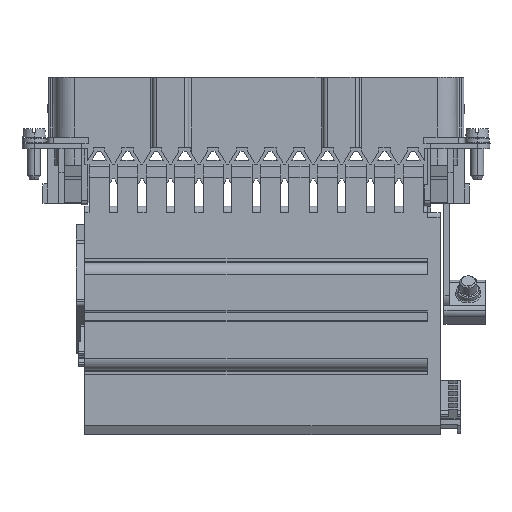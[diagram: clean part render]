
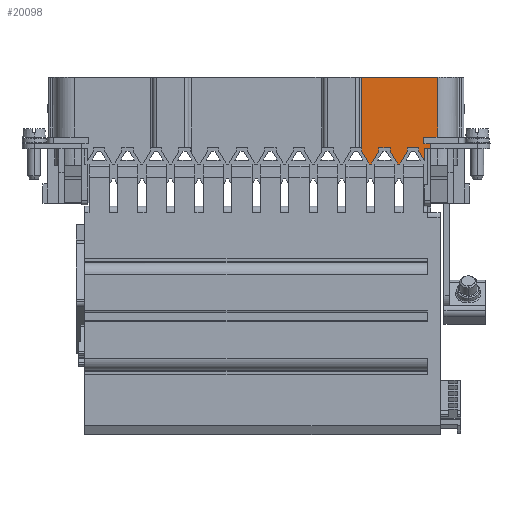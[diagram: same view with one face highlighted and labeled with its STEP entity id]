
A CAD part, left-side view. The second image highlights one B-rep face of the part: STEP entity #20098.
In plain terms, the highlighted planar face has unit normal (-1, 0, 0).
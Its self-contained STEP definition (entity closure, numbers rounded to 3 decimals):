
#19918=AXIS2_PLACEMENT_3D('Plane Axis2P3D',#19915,#19916,#19917) ;
#19978=AXIS2_PLACEMENT_3D('Circle Axis2P3D',#19976,#19977,$) ;
#20020=AXIS2_PLACEMENT_3D('Circle Axis2P3D',#20018,#20019,$) ;
#18197=CARTESIAN_POINT('Vertex',(4.5,12.275,69.8)) ;
#18200=CARTESIAN_POINT('Line Origine',(4.5,13.913,69.8)) ;
#18204=CARTESIAN_POINT('Vertex',(4.5,15.55,69.8)) ;
#19900=CARTESIAN_POINT('Vertex',(4.5,12.275,83.8)) ;
#19903=CARTESIAN_POINT('Line Origine',(4.5,12.275,63.2)) ;
#19915=CARTESIAN_POINT('Axis2P3D Location',(4.5,15.55,69.8)) ;
#19920=CARTESIAN_POINT('Line Origine',(4.5,13.91,67.7)) ;
#19924=CARTESIAN_POINT('Vertex',(4.5,13.91,67.1)) ;
#19926=CARTESIAN_POINT('Vertex',(4.5,13.91,68.3)) ;
#19929=CARTESIAN_POINT('Line Origine',(4.5,14.73,68.3)) ;
#19933=CARTESIAN_POINT('Vertex',(4.5,15.55,68.3)) ;
#19936=CARTESIAN_POINT('Line Origine',(4.5,15.55,69.05)) ;
#19941=CARTESIAN_POINT('Line Origine',(4.5,21.213,83.8)) ;
#19945=CARTESIAN_POINT('Vertex',(4.5,30.15,83.8)) ;
#19948=CARTESIAN_POINT('Line Origine',(4.5,30.15,75.55)) ;
#19952=CARTESIAN_POINT('Vertex',(4.5,30.15,67.3)) ;
#19955=CARTESIAN_POINT('Line Origine',(4.5,30.125,67.3)) ;
#19959=CARTESIAN_POINT('Vertex',(4.5,30.1,67.3)) ;
#19962=CARTESIAN_POINT('Line Origine',(4.5,30.1,66.9)) ;
#19966=CARTESIAN_POINT('Vertex',(4.5,30.1,66.5)) ;
#19969=CARTESIAN_POINT('Line Origine',(4.5,29.23,64.993)) ;
#19973=CARTESIAN_POINT('Vertex',(4.5,28.36,63.486)) ;
#19976=CARTESIAN_POINT('Axis2P3D Location',(4.5,28.1,63.636)) ;
#19980=CARTESIAN_POINT('Vertex',(4.5,27.84,63.486)) ;
#19983=CARTESIAN_POINT('Line Origine',(4.5,26.97,64.993)) ;
#19987=CARTESIAN_POINT('Vertex',(4.5,26.1,66.5)) ;
#19990=CARTESIAN_POINT('Line Origine',(4.5,26.1,66.9)) ;
#19994=CARTESIAN_POINT('Vertex',(4.5,26.1,67.3)) ;
#19997=CARTESIAN_POINT('Line Origine',(4.5,24.75,67.3)) ;
#20001=CARTESIAN_POINT('Vertex',(4.5,23.4,67.3)) ;
#20004=CARTESIAN_POINT('Line Origine',(4.5,23.4,66.9)) ;
#20008=CARTESIAN_POINT('Vertex',(4.5,23.4,66.5)) ;
#20011=CARTESIAN_POINT('Line Origine',(4.5,22.53,64.993)) ;
#20015=CARTESIAN_POINT('Vertex',(4.5,21.66,63.486)) ;
#20018=CARTESIAN_POINT('Axis2P3D Location',(4.5,21.4,63.636)) ;
#20022=CARTESIAN_POINT('Vertex',(4.5,21.14,63.486)) ;
#20025=CARTESIAN_POINT('Line Origine',(4.5,20.27,64.993)) ;
#20029=CARTESIAN_POINT('Vertex',(4.5,19.4,66.5)) ;
#20032=CARTESIAN_POINT('Line Origine',(4.5,19.4,66.9)) ;
#20036=CARTESIAN_POINT('Vertex',(4.5,19.4,67.3)) ;
#20039=CARTESIAN_POINT('Line Origine',(4.5,18.05,67.3)) ;
#20043=CARTESIAN_POINT('Vertex',(4.5,16.7,67.3)) ;
#20046=CARTESIAN_POINT('Line Origine',(4.5,16.7,66.9)) ;
#20050=CARTESIAN_POINT('Vertex',(4.5,16.7,66.5)) ;
#20053=CARTESIAN_POINT('Line Origine',(4.5,16.05,65.374)) ;
#20057=CARTESIAN_POINT('Vertex',(4.5,15.4,64.248)) ;
#20060=CARTESIAN_POINT('Line Origine',(4.5,15.4,65.674)) ;
#20064=CARTESIAN_POINT('Vertex',(4.5,15.4,67.1)) ;
#20067=CARTESIAN_POINT('Line Origine',(4.5,14.655,67.1)) ;
#18201=DIRECTION('Vector Direction',(0.,-1.,0.)) ;
#19904=DIRECTION('Vector Direction',(0.,0.,-1.)) ;
#19916=DIRECTION('Axis2P3D Direction',(-1.,0.,0.)) ;
#19917=DIRECTION('Axis2P3D XDirection',(0.,1.,0.)) ;
#19921=DIRECTION('Vector Direction',(0.,0.,1.)) ;
#19930=DIRECTION('Vector Direction',(0.,1.,0.)) ;
#19937=DIRECTION('Vector Direction',(0.,0.,1.)) ;
#19942=DIRECTION('Vector Direction',(0.,1.,0.)) ;
#19949=DIRECTION('Vector Direction',(0.,0.,-1.)) ;
#19956=DIRECTION('Vector Direction',(0.,1.,0.)) ;
#19963=DIRECTION('Vector Direction',(0.,0.,1.)) ;
#19970=DIRECTION('Vector Direction',(0.,0.5,0.866)) ;
#19977=DIRECTION('Axis2P3D Direction',(-1.,0.,0.)) ;
#19984=DIRECTION('Vector Direction',(0.,0.5,-0.866)) ;
#19991=DIRECTION('Vector Direction',(0.,0.,-1.)) ;
#19998=DIRECTION('Vector Direction',(0.,1.,0.)) ;
#20005=DIRECTION('Vector Direction',(0.,0.,1.)) ;
#20012=DIRECTION('Vector Direction',(0.,0.5,0.866)) ;
#20019=DIRECTION('Axis2P3D Direction',(-1.,0.,0.)) ;
#20026=DIRECTION('Vector Direction',(0.,0.5,-0.866)) ;
#20033=DIRECTION('Vector Direction',(0.,0.,-1.)) ;
#20040=DIRECTION('Vector Direction',(0.,1.,0.)) ;
#20047=DIRECTION('Vector Direction',(0.,0.,1.)) ;
#20054=DIRECTION('Vector Direction',(0.,0.5,0.866)) ;
#20061=DIRECTION('Vector Direction',(0.,0.,-1.)) ;
#20068=DIRECTION('Vector Direction',(0.,1.,0.)) ;
#18202=VECTOR('Line Direction',#18201,1.) ;
#19905=VECTOR('Line Direction',#19904,1.) ;
#19922=VECTOR('Line Direction',#19921,1.) ;
#19931=VECTOR('Line Direction',#19930,1.) ;
#19938=VECTOR('Line Direction',#19937,1.) ;
#19943=VECTOR('Line Direction',#19942,1.) ;
#19950=VECTOR('Line Direction',#19949,1.) ;
#19957=VECTOR('Line Direction',#19956,1.) ;
#19964=VECTOR('Line Direction',#19963,1.) ;
#19971=VECTOR('Line Direction',#19970,1.) ;
#19985=VECTOR('Line Direction',#19984,1.) ;
#19992=VECTOR('Line Direction',#19991,1.) ;
#19999=VECTOR('Line Direction',#19998,1.) ;
#20006=VECTOR('Line Direction',#20005,1.) ;
#20013=VECTOR('Line Direction',#20012,1.) ;
#20027=VECTOR('Line Direction',#20026,1.) ;
#20034=VECTOR('Line Direction',#20033,1.) ;
#20041=VECTOR('Line Direction',#20040,1.) ;
#20048=VECTOR('Line Direction',#20047,1.) ;
#20055=VECTOR('Line Direction',#20054,1.) ;
#20062=VECTOR('Line Direction',#20061,1.) ;
#20069=VECTOR('Line Direction',#20068,1.) ;
#20073=ORIENTED_EDGE('',*,*,#19928,.T.) ;
#20074=ORIENTED_EDGE('',*,*,#19935,.T.) ;
#20075=ORIENTED_EDGE('',*,*,#19940,.T.) ;
#20076=ORIENTED_EDGE('',*,*,#18206,.T.) ;
#20077=ORIENTED_EDGE('',*,*,#19907,.T.) ;
#20078=ORIENTED_EDGE('',*,*,#19947,.T.) ;
#20079=ORIENTED_EDGE('',*,*,#19954,.T.) ;
#20080=ORIENTED_EDGE('',*,*,#19961,.F.) ;
#20081=ORIENTED_EDGE('',*,*,#19968,.F.) ;
#20082=ORIENTED_EDGE('',*,*,#19975,.F.) ;
#20083=ORIENTED_EDGE('',*,*,#19982,.T.) ;
#20084=ORIENTED_EDGE('',*,*,#19989,.F.) ;
#20085=ORIENTED_EDGE('',*,*,#19996,.F.) ;
#20086=ORIENTED_EDGE('',*,*,#20003,.F.) ;
#20087=ORIENTED_EDGE('',*,*,#20010,.F.) ;
#20088=ORIENTED_EDGE('',*,*,#20017,.F.) ;
#20089=ORIENTED_EDGE('',*,*,#20024,.T.) ;
#20090=ORIENTED_EDGE('',*,*,#20031,.F.) ;
#20091=ORIENTED_EDGE('',*,*,#20038,.F.) ;
#20092=ORIENTED_EDGE('',*,*,#20045,.F.) ;
#20093=ORIENTED_EDGE('',*,*,#20052,.F.) ;
#20094=ORIENTED_EDGE('',*,*,#20059,.F.) ;
#20095=ORIENTED_EDGE('',*,*,#20066,.F.) ;
#20096=ORIENTED_EDGE('',*,*,#20071,.F.) ;
#20098=ADVANCED_FACE('Standard_1\\1848770000',(#20097),#19919,.T.) ;
#19979=CIRCLE('generated circle',#19978,0.3) ;
#20021=CIRCLE('generated circle',#20020,0.3) ;
#18206=EDGE_CURVE('',#18205,#18198,#18203,.T.) ;
#19907=EDGE_CURVE('',#18198,#19901,#19906,.F.) ;
#19928=EDGE_CURVE('',#19925,#19927,#19923,.T.) ;
#19935=EDGE_CURVE('',#19927,#19934,#19932,.T.) ;
#19940=EDGE_CURVE('',#19934,#18205,#19939,.T.) ;
#19947=EDGE_CURVE('',#19901,#19946,#19944,.T.) ;
#19954=EDGE_CURVE('',#19946,#19953,#19951,.T.) ;
#19961=EDGE_CURVE('',#19960,#19953,#19958,.T.) ;
#19968=EDGE_CURVE('',#19967,#19960,#19965,.T.) ;
#19975=EDGE_CURVE('',#19974,#19967,#19972,.T.) ;
#19982=EDGE_CURVE('',#19974,#19981,#19979,.T.) ;
#19989=EDGE_CURVE('',#19988,#19981,#19986,.T.) ;
#19996=EDGE_CURVE('',#19995,#19988,#19993,.T.) ;
#20003=EDGE_CURVE('',#20002,#19995,#20000,.T.) ;
#20010=EDGE_CURVE('',#20009,#20002,#20007,.T.) ;
#20017=EDGE_CURVE('',#20016,#20009,#20014,.T.) ;
#20024=EDGE_CURVE('',#20016,#20023,#20021,.T.) ;
#20031=EDGE_CURVE('',#20030,#20023,#20028,.T.) ;
#20038=EDGE_CURVE('',#20037,#20030,#20035,.T.) ;
#20045=EDGE_CURVE('',#20044,#20037,#20042,.T.) ;
#20052=EDGE_CURVE('',#20051,#20044,#20049,.T.) ;
#20059=EDGE_CURVE('',#20058,#20051,#20056,.T.) ;
#20066=EDGE_CURVE('',#20065,#20058,#20063,.T.) ;
#20071=EDGE_CURVE('',#19925,#20065,#20070,.T.) ;
#20072=EDGE_LOOP('',(#20073,#20074,#20075,#20076,#20077,#20078,#20079,#20080,#20081,#20082,#20083,#20084,#20085,#20086,#20087,#20088,#20089,#20090,#20091,#20092,#20093,#20094,#20095,#20096)) ;
#20097=FACE_OUTER_BOUND('',#20072,.T.) ;
#18203=LINE('Line',#18200,#18202) ;
#19906=LINE('Line',#19903,#19905) ;
#19923=LINE('Line',#19920,#19922) ;
#19932=LINE('Line',#19929,#19931) ;
#19939=LINE('Line',#19936,#19938) ;
#19944=LINE('Line',#19941,#19943) ;
#19951=LINE('Line',#19948,#19950) ;
#19958=LINE('Line',#19955,#19957) ;
#19965=LINE('Line',#19962,#19964) ;
#19972=LINE('Line',#19969,#19971) ;
#19986=LINE('Line',#19983,#19985) ;
#19993=LINE('Line',#19990,#19992) ;
#20000=LINE('Line',#19997,#19999) ;
#20007=LINE('Line',#20004,#20006) ;
#20014=LINE('Line',#20011,#20013) ;
#20028=LINE('Line',#20025,#20027) ;
#20035=LINE('Line',#20032,#20034) ;
#20042=LINE('Line',#20039,#20041) ;
#20049=LINE('Line',#20046,#20048) ;
#20056=LINE('Line',#20053,#20055) ;
#20063=LINE('Line',#20060,#20062) ;
#20070=LINE('Line',#20067,#20069) ;
#19919=PLANE('',#19918) ;
#18198=VERTEX_POINT('',#18197) ;
#18205=VERTEX_POINT('',#18204) ;
#19901=VERTEX_POINT('',#19900) ;
#19925=VERTEX_POINT('',#19924) ;
#19927=VERTEX_POINT('',#19926) ;
#19934=VERTEX_POINT('',#19933) ;
#19946=VERTEX_POINT('',#19945) ;
#19953=VERTEX_POINT('',#19952) ;
#19960=VERTEX_POINT('',#19959) ;
#19967=VERTEX_POINT('',#19966) ;
#19974=VERTEX_POINT('',#19973) ;
#19981=VERTEX_POINT('',#19980) ;
#19988=VERTEX_POINT('',#19987) ;
#19995=VERTEX_POINT('',#19994) ;
#20002=VERTEX_POINT('',#20001) ;
#20009=VERTEX_POINT('',#20008) ;
#20016=VERTEX_POINT('',#20015) ;
#20023=VERTEX_POINT('',#20022) ;
#20030=VERTEX_POINT('',#20029) ;
#20037=VERTEX_POINT('',#20036) ;
#20044=VERTEX_POINT('',#20043) ;
#20051=VERTEX_POINT('',#20050) ;
#20058=VERTEX_POINT('',#20057) ;
#20065=VERTEX_POINT('',#20064) ;
